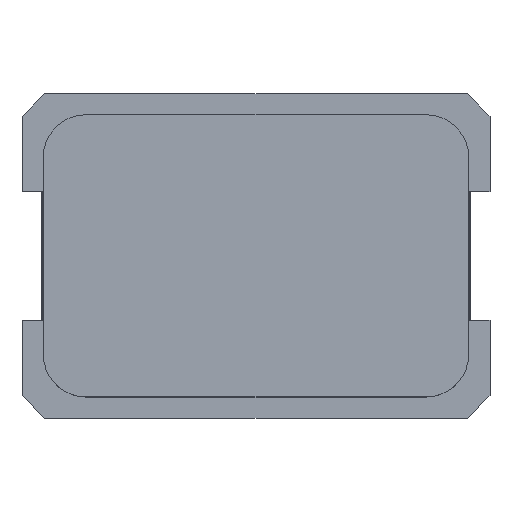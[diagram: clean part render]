
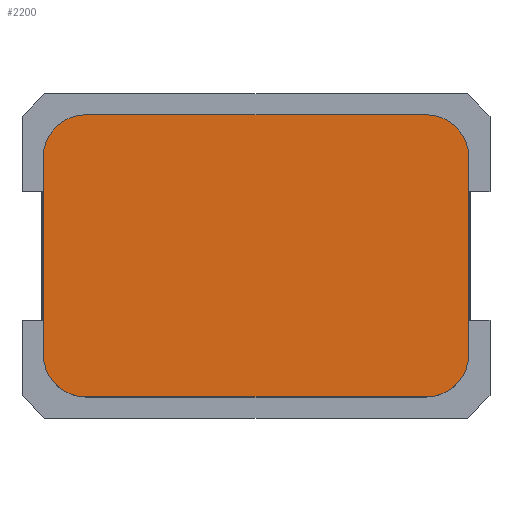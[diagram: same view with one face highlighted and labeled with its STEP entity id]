
A CAD part, top view. The second image highlights one B-rep face of the part: STEP entity #2200.
In plain terms, the highlighted planar face has unit normal (0, 0, 1).
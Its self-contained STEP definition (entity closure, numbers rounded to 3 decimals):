
#1813=CARTESIAN_POINT('',(2.604,1.206,1.092));
#1812=VERTEX_POINT('',#1813);
#1823=CARTESIAN_POINT('',(2.604,-1.206,1.092));
#1822=VERTEX_POINT('',#1823);
#1821=EDGE_CURVE('',#1822,#1812,#1826,.T.);
#1826=LINE('',#1823,#1828);
#1828=VECTOR('',#1829,2.413);
#1829=DIRECTION('',(0.0,1.0,0.0));
#1862=CARTESIAN_POINT('',(-2.083,1.727,1.092));
#1861=VERTEX_POINT('',#1862);
#1872=CARTESIAN_POINT('',(2.083,1.727,1.092));
#1871=VERTEX_POINT('',#1872);
#1870=EDGE_CURVE('',#1871,#1861,#1875,.T.);
#1875=LINE('',#1872,#1877);
#1877=VECTOR('',#1878,4.166);
#1878=DIRECTION('',(-1.0,0.0,0.0));
#1911=CARTESIAN_POINT('',(-2.604,-1.206,1.092));
#1910=VERTEX_POINT('',#1911);
#1921=CARTESIAN_POINT('',(-2.604,1.206,1.092));
#1920=VERTEX_POINT('',#1921);
#1919=EDGE_CURVE('',#1920,#1910,#1924,.T.);
#1924=LINE('',#1921,#1926);
#1926=VECTOR('',#1927,2.413);
#1927=DIRECTION('',(0.0,-1.0,0.0));
#1960=CARTESIAN_POINT('',(2.083,-1.727,1.092));
#1959=VERTEX_POINT('',#1960);
#1970=CARTESIAN_POINT('',(-2.083,-1.727,1.092));
#1969=VERTEX_POINT('',#1970);
#1968=EDGE_CURVE('',#1969,#1959,#1973,.T.);
#1973=LINE('',#1970,#1975);
#1975=VECTOR('',#1976,4.166);
#1976=DIRECTION('',(1.0,0.0,0.0));
#2008=EDGE_CURVE($,#1812,#1871,#2013,.T.);
#2013=CIRCLE($,#2014,0.521);
#2015=CARTESIAN_POINT('',(2.083,1.206,1.092));
#2014=AXIS2_PLACEMENT_3D($,#2015,#2016,#2017);
#2016=DIRECTION('',(0.0,0.0,1.0));
#2017=DIRECTION('',(-0.707,0.707,0.0));
#2061=EDGE_CURVE($,#1861,#1920,#2066,.T.);
#2066=CIRCLE($,#2067,0.521);
#2068=CARTESIAN_POINT('',(-2.083,1.206,1.092));
#2067=AXIS2_PLACEMENT_3D($,#2068,#2069,#2070);
#2069=DIRECTION('',(0.0,0.0,1.0));
#2070=DIRECTION('',(-0.707,-0.707,0.0));
#2114=EDGE_CURVE($,#1910,#1969,#2119,.T.);
#2119=CIRCLE($,#2120,0.521);
#2121=CARTESIAN_POINT('',(-2.083,-1.206,1.092));
#2120=AXIS2_PLACEMENT_3D($,#2121,#2122,#2123);
#2122=DIRECTION('',(0.0,0.0,1.0));
#2123=DIRECTION('',(0.707,-0.707,0.0));
#2167=EDGE_CURVE($,#1959,#1822,#2172,.T.);
#2172=CIRCLE($,#2173,0.521);
#2174=CARTESIAN_POINT('',(2.083,-1.206,1.092));
#2173=AXIS2_PLACEMENT_3D($,#2174,#2175,#2176);
#2175=DIRECTION('',(0.0,0.0,1.0));
#2176=DIRECTION('',(0.707,0.707,0.0));
#2200=ADVANCED_FACE($,(#2206),#2201,.T.);
#2201=PLANE($,#2202);
#2202=AXIS2_PLACEMENT_3D($,#2203,#2204,#2205);
#2203=CARTESIAN_POINT('',(2.083,-1.727,1.092));
#2204=DIRECTION('',(0.,0.,1.));
#2205=DIRECTION('',(1.,0.,0.));
#2206=FACE_OUTER_BOUND($,#2207,.T.);
#2207=EDGE_LOOP($,(#2230, #2208, #2240, #2219, #2252, #2262, #2273, #2283));
#2230=ORIENTED_EDGE('',*,*,#1968,.T.);
#2208=ORIENTED_EDGE('',*,*,#2167,.T.);
#2240=ORIENTED_EDGE('',*,*,#1821,.T.);
#2219=ORIENTED_EDGE('',*,*,#2008,.T.);
#2252=ORIENTED_EDGE('',*,*,#1870,.T.);
#2262=ORIENTED_EDGE('',*,*,#2061,.T.);
#2273=ORIENTED_EDGE('',*,*,#1919,.T.);
#2283=ORIENTED_EDGE('',*,*,#2114,.T.);
